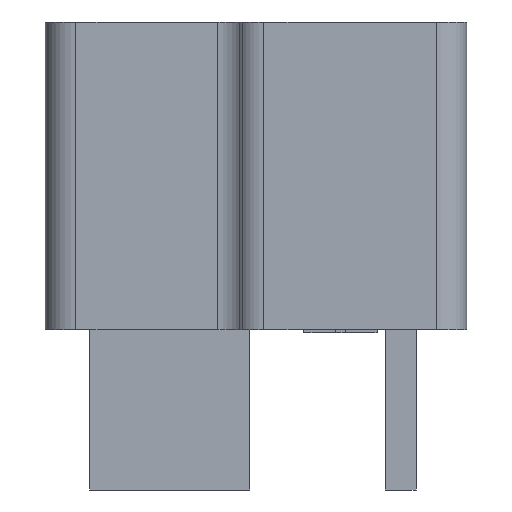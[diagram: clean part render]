
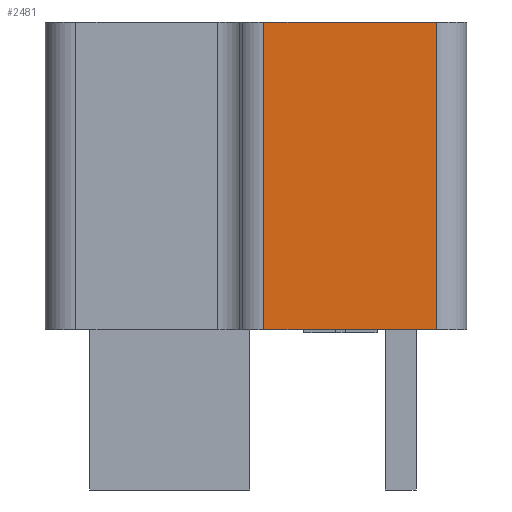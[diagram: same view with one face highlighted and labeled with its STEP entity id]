
A CAD part, front view. The second image highlights one B-rep face of the part: STEP entity #2481.
In plain terms, the highlighted planar face has unit normal (0, -1, 0).
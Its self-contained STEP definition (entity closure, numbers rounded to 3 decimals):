
#168 = VECTOR ( 'NONE', #528, 1000. ) ;
#190 = LINE ( 'NONE', #519, #168 ) ;
#228 = LINE ( 'NONE', #578, #257 ) ;
#257 = VECTOR ( 'NONE', #580, 1000. ) ;
#274 = LINE ( 'NONE', #1165, #308 ) ;
#308 = VECTOR ( 'NONE', #1166, 1000. ) ;
#314 = LINE ( 'NONE', #1170, #320 ) ;
#320 = VECTOR ( 'NONE', #1174, 1000. ) ;
#519 = CARTESIAN_POINT ( 'NONE',  ( 0., -3.875, 0. ) ) ;
#528 = DIRECTION ( 'NONE',  ( 1., 0., 0. ) ) ;
#578 = CARTESIAN_POINT ( 'NONE',  ( -6.591, -3.875, 10. ) ) ;
#580 = DIRECTION ( 'NONE',  ( 0., 0., -1. ) ) ;
#607 = CARTESIAN_POINT ( 'NONE',  ( -6.591, -3.875, 10. ) ) ;
#616 = VERTEX_POINT ( 'NONE', #607 ) ;
#647 = VERTEX_POINT ( 'NONE', #773 ) ;
#671 = VERTEX_POINT ( 'NONE', #797 ) ;
#681 = VERTEX_POINT ( 'NONE', #857 ) ;
#773 = CARTESIAN_POINT ( 'NONE',  ( -6.591, -3.875, 0. ) ) ;
#797 = CARTESIAN_POINT ( 'NONE',  ( -1., -3.875, 10. ) ) ;
#857 = CARTESIAN_POINT ( 'NONE',  ( -1., -3.875, 0. ) ) ;
#1165 = CARTESIAN_POINT ( 'NONE',  ( 0., -3.875, 10. ) ) ;
#1166 = DIRECTION ( 'NONE',  ( 1., 0., 0. ) ) ;
#1170 = CARTESIAN_POINT ( 'NONE',  ( -1., -3.875, 10. ) ) ;
#1174 = DIRECTION ( 'NONE',  ( 0., 0., 1. ) ) ;
#1479 = ORIENTED_EDGE ( 'NONE', *, *, #1762, .T. ) ;
#1483 = ORIENTED_EDGE ( 'NONE', *, *, #1704, .T. ) ;
#1484 = ORIENTED_EDGE ( 'NONE', *, *, #1727, .T. ) ;
#1490 = ORIENTED_EDGE ( 'NONE', *, *, #1761, .F. ) ;
#1704 = EDGE_CURVE ( 'NONE', #647, #681, #190, .T. ) ;
#1727 = EDGE_CURVE ( 'NONE', #616, #647, #228, .T. ) ;
#1761 = EDGE_CURVE ( 'NONE', #616, #671, #274, .T. ) ;
#1762 = EDGE_CURVE ( 'NONE', #681, #671, #314, .T. ) ;
#1923 = AXIS2_PLACEMENT_3D ( 'NONE', #2611, #2623, #2593 ) ;
#1937 = EDGE_LOOP ( 'NONE', ( #1490, #1484, #1483, #1479 ) ) ;
#2162 = FACE_OUTER_BOUND ( 'NONE', #1937, .T. ) ;
#2481 = ADVANCED_FACE ( 'NONE', ( #2162 ), #2633, .F. ) ;
#2593 = DIRECTION ( 'NONE',  ( -1., 0., 0. ) ) ;
#2611 = CARTESIAN_POINT ( 'NONE',  ( 0., -3.875, 10. ) ) ;
#2623 = DIRECTION ( 'NONE',  ( 0., 1., 0. ) ) ;
#2633 = PLANE ( 'NONE',  #1923 ) ;
